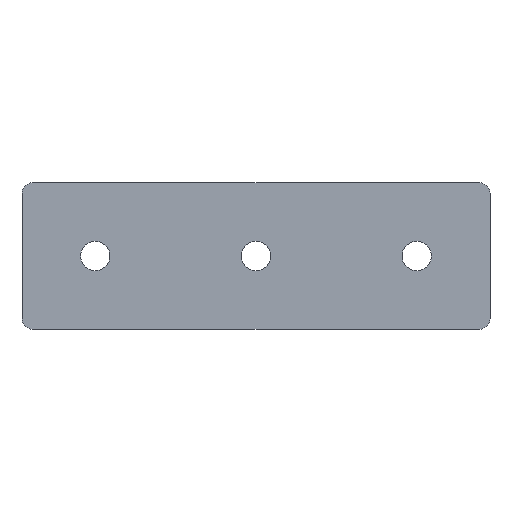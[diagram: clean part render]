
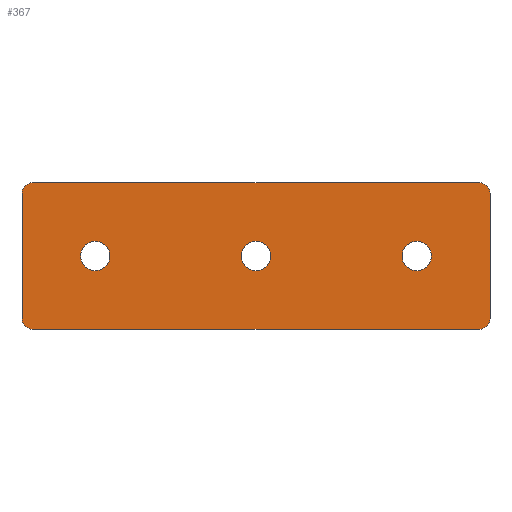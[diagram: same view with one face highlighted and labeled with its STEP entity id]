
A CAD part, top view. The second image highlights one B-rep face of the part: STEP entity #367.
In plain terms, the highlighted planar face has unit normal (0, 0, 1).
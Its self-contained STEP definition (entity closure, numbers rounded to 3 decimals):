
#8 = DIRECTION ( 'NONE',  ( 0., 0., 1. ) ) ;
#9 = EDGE_LOOP ( 'NONE', ( #538, #59 ) ) ;
#10 = AXIS2_PLACEMENT_3D ( 'NONE', #40, #206, #392 ) ;
#23 = EDGE_CURVE ( 'NONE', #419, #493, #507, .T. ) ;
#24 = VERTEX_POINT ( 'NONE', #473 ) ;
#26 = FACE_BOUND ( 'NONE', #49, .T. ) ;
#29 = EDGE_CURVE ( 'NONE', #240, #354, #35, .T. ) ;
#30 = DIRECTION ( 'NONE',  ( 1., 0., 0. ) ) ;
#35 = LINE ( 'NONE', #216, #333 ) ;
#36 = DIRECTION ( 'NONE',  ( 0., 1., 0. ) ) ;
#38 = DIRECTION ( 'NONE',  ( 0., 0., 1. ) ) ;
#40 = CARTESIAN_POINT ( 'NONE',  ( -17.5, 17.5, 3. ) ) ;
#46 = CARTESIAN_POINT ( 'NONE',  ( -17.5, -17.5, 3. ) ) ;
#49 = EDGE_LOOP ( 'NONE', ( #410, #406 ) ) ;
#53 = CARTESIAN_POINT ( 'NONE',  ( -20.5, 17.5, 3. ) ) ;
#54 = AXIS2_PLACEMENT_3D ( 'NONE', #323, #112, #455 ) ;
#58 = CARTESIAN_POINT ( 'NONE',  ( -20.5, -17.5, 3. ) ) ;
#59 = ORIENTED_EDGE ( 'NONE', *, *, #293, .F. ) ;
#60 = AXIS2_PLACEMENT_3D ( 'NONE', #529, #401, #186 ) ;
#67 = PLANE ( 'NONE',  #537 ) ;
#74 = CARTESIAN_POINT ( 'NONE',  ( 107.5, -17.5, 3. ) ) ;
#81 = CARTESIAN_POINT ( 'NONE',  ( 90., 0., 3. ) ) ;
#82 = ORIENTED_EDGE ( 'NONE', *, *, #170, .F. ) ;
#87 = VERTEX_POINT ( 'NONE', #172 ) ;
#88 = EDGE_CURVE ( 'NONE', #354, #330, #231, .T. ) ;
#93 = AXIS2_PLACEMENT_3D ( 'NONE', #131, #300, #201 ) ;
#99 = DIRECTION ( 'NONE',  ( 1., 0., 0. ) ) ;
#100 = VERTEX_POINT ( 'NONE', #250 ) ;
#101 = ORIENTED_EDGE ( 'NONE', *, *, #148, .T. ) ;
#112 = DIRECTION ( 'NONE',  ( 0., 0., 1. ) ) ;
#115 = CARTESIAN_POINT ( 'NONE',  ( -17.5, 20.5, 3. ) ) ;
#117 = VERTEX_POINT ( 'NONE', #475 ) ;
#118 = DIRECTION ( 'NONE',  ( 1., 0., 0. ) ) ;
#128 = CIRCLE ( 'NONE', #440, 4.1 ) ;
#131 = CARTESIAN_POINT ( 'NONE',  ( 45., 0., 3. ) ) ;
#142 = EDGE_CURVE ( 'NONE', #393, #421, #217, .T. ) ;
#143 = DIRECTION ( 'NONE',  ( 0., 0., 1. ) ) ;
#148 = EDGE_CURVE ( 'NONE', #452, #240, #549, .T. ) ;
#156 = VECTOR ( 'NONE', #36, 1000. ) ;
#157 = CARTESIAN_POINT ( 'NONE',  ( 85.9, 0., 3. ) ) ;
#160 = ORIENTED_EDGE ( 'NONE', *, *, #362, .T. ) ;
#161 = CARTESIAN_POINT ( 'NONE',  ( 49.1, 0., 3. ) ) ;
#169 = VERTEX_POINT ( 'NONE', #513 ) ;
#170 = EDGE_CURVE ( 'NONE', #562, #24, #486, .T. ) ;
#172 = CARTESIAN_POINT ( 'NONE',  ( 4.1, 0., 3. ) ) ;
#173 = ORIENTED_EDGE ( 'NONE', *, *, #215, .T. ) ;
#179 = DIRECTION ( 'NONE',  ( 0., 0., 1. ) ) ;
#186 = DIRECTION ( 'NONE',  ( 1., 0., 0. ) ) ;
#194 = EDGE_CURVE ( 'NONE', #100, #452, #385, .T. ) ;
#201 = DIRECTION ( 'NONE',  ( 1., 0., 0. ) ) ;
#206 = DIRECTION ( 'NONE',  ( 0., 0., 1. ) ) ;
#210 = ORIENTED_EDGE ( 'NONE', *, *, #29, .T. ) ;
#215 = EDGE_CURVE ( 'NONE', #330, #169, #305, .T. ) ;
#216 = CARTESIAN_POINT ( 'NONE',  ( -20.5, 20.5, 3. ) ) ;
#217 = LINE ( 'NONE', #329, #156 ) ;
#231 = CIRCLE ( 'NONE', #244, 3. ) ;
#240 = VERTEX_POINT ( 'NONE', #53 ) ;
#241 = CARTESIAN_POINT ( 'NONE',  ( 90., 0., 3. ) ) ;
#244 = AXIS2_PLACEMENT_3D ( 'NONE', #46, #8, #423 ) ;
#250 = CARTESIAN_POINT ( 'NONE',  ( 107.5, 20.5, 3. ) ) ;
#251 = CIRCLE ( 'NONE', #545, 4.1 ) ;
#258 = DIRECTION ( 'NONE',  ( 0., 0., 1. ) ) ;
#269 = ORIENTED_EDGE ( 'NONE', *, *, #88, .T. ) ;
#271 = CIRCLE ( 'NONE', #491, 3. ) ;
#289 = AXIS2_PLACEMENT_3D ( 'NONE', #241, #409, #30 ) ;
#293 = EDGE_CURVE ( 'NONE', #87, #117, #526, .T. ) ;
#300 = DIRECTION ( 'NONE',  ( 0., 0., 1. ) ) ;
#301 = AXIS2_PLACEMENT_3D ( 'NONE', #81, #179, #118 ) ;
#305 = LINE ( 'NONE', #530, #322 ) ;
#306 = DIRECTION ( 'NONE',  ( 1., 0., 0. ) ) ;
#322 = VECTOR ( 'NONE', #306, 1000. ) ;
#323 = CARTESIAN_POINT ( 'NONE',  ( 107.5, 17.5, 3. ) ) ;
#324 = ORIENTED_EDGE ( 'NONE', *, *, #194, .T. ) ;
#329 = CARTESIAN_POINT ( 'NONE',  ( 110.5, -20.5, 3. ) ) ;
#330 = VERTEX_POINT ( 'NONE', #353 ) ;
#331 = EDGE_CURVE ( 'NONE', #493, #419, #251, .T. ) ;
#333 = VECTOR ( 'NONE', #527, 1000. ) ;
#336 = CARTESIAN_POINT ( 'NONE',  ( 0., 0., 3. ) ) ;
#350 = CIRCLE ( 'NONE', #289, 4.1 ) ;
#353 = CARTESIAN_POINT ( 'NONE',  ( -17.5, -20.5, 3. ) ) ;
#354 = VERTEX_POINT ( 'NONE', #58 ) ;
#355 = EDGE_CURVE ( 'NONE', #24, #562, #350, .T. ) ;
#356 = DIRECTION ( 'NONE',  ( 0., 0., -1. ) ) ;
#358 = FACE_OUTER_BOUND ( 'NONE', #518, .T. ) ;
#362 = EDGE_CURVE ( 'NONE', #421, #100, #443, .T. ) ;
#367 = ADVANCED_FACE ( 'NONE', ( #498, #26, #403, #358 ), #67, .F. ) ;
#372 = VECTOR ( 'NONE', #531, 1000. ) ;
#385 = LINE ( 'NONE', #528, #372 ) ;
#392 = DIRECTION ( 'NONE',  ( -1., 0., 0. ) ) ;
#393 = VERTEX_POINT ( 'NONE', #422 ) ;
#401 = DIRECTION ( 'NONE',  ( 0., 0., 1. ) ) ;
#403 = FACE_BOUND ( 'NONE', #9, .T. ) ;
#406 = ORIENTED_EDGE ( 'NONE', *, *, #331, .F. ) ;
#409 = DIRECTION ( 'NONE',  ( 0., 0., 1. ) ) ;
#410 = ORIENTED_EDGE ( 'NONE', *, *, #23, .F. ) ;
#413 = CARTESIAN_POINT ( 'NONE',  ( 0., 0., 3. ) ) ;
#417 = EDGE_LOOP ( 'NONE', ( #82, #542 ) ) ;
#419 = VERTEX_POINT ( 'NONE', #516 ) ;
#421 = VERTEX_POINT ( 'NONE', #558 ) ;
#422 = CARTESIAN_POINT ( 'NONE',  ( 110.5, -17.5, 3. ) ) ;
#423 = DIRECTION ( 'NONE',  ( -1., 0., 0. ) ) ;
#425 = DIRECTION ( 'NONE',  ( 1., 0., 0. ) ) ;
#428 = ORIENTED_EDGE ( 'NONE', *, *, #456, .T. ) ;
#440 = AXIS2_PLACEMENT_3D ( 'NONE', #336, #38, #425 ) ;
#443 = CIRCLE ( 'NONE', #54, 3. ) ;
#452 = VERTEX_POINT ( 'NONE', #115 ) ;
#455 = DIRECTION ( 'NONE',  ( -1., 0., 0. ) ) ;
#456 = EDGE_CURVE ( 'NONE', #169, #393, #271, .T. ) ;
#458 = DIRECTION ( 'NONE',  ( -1., 0., 0. ) ) ;
#473 = CARTESIAN_POINT ( 'NONE',  ( 94.1, 0., 3. ) ) ;
#475 = CARTESIAN_POINT ( 'NONE',  ( -4.1, 0., 3. ) ) ;
#486 = CIRCLE ( 'NONE', #301, 4.1 ) ;
#491 = AXIS2_PLACEMENT_3D ( 'NONE', #74, #258, #458 ) ;
#493 = VERTEX_POINT ( 'NONE', #161 ) ;
#498 = FACE_BOUND ( 'NONE', #417, .T. ) ;
#507 = CIRCLE ( 'NONE', #93, 4.1 ) ;
#513 = CARTESIAN_POINT ( 'NONE',  ( 107.5, -20.5, 3. ) ) ;
#515 = EDGE_CURVE ( 'NONE', #117, #87, #128, .T. ) ;
#516 = CARTESIAN_POINT ( 'NONE',  ( 40.9, 0., 3. ) ) ;
#518 = EDGE_LOOP ( 'NONE', ( #173, #428, #564, #160, #324, #101, #210, #269 ) ) ;
#526 = CIRCLE ( 'NONE', #60, 4.1 ) ;
#527 = DIRECTION ( 'NONE',  ( 0., -1., 0. ) ) ;
#528 = CARTESIAN_POINT ( 'NONE',  ( 110.5, 20.5, 3. ) ) ;
#529 = CARTESIAN_POINT ( 'NONE',  ( 0., 0., 3. ) ) ;
#530 = CARTESIAN_POINT ( 'NONE',  ( -20.5, -20.5, 3. ) ) ;
#531 = DIRECTION ( 'NONE',  ( -1., 0., 0. ) ) ;
#533 = CARTESIAN_POINT ( 'NONE',  ( 45., 0., 3. ) ) ;
#536 = DIRECTION ( 'NONE',  ( -1., 0., 0. ) ) ;
#537 = AXIS2_PLACEMENT_3D ( 'NONE', #413, #356, #536 ) ;
#538 = ORIENTED_EDGE ( 'NONE', *, *, #515, .F. ) ;
#542 = ORIENTED_EDGE ( 'NONE', *, *, #355, .F. ) ;
#545 = AXIS2_PLACEMENT_3D ( 'NONE', #533, #143, #99 ) ;
#549 = CIRCLE ( 'NONE', #10, 3. ) ;
#558 = CARTESIAN_POINT ( 'NONE',  ( 110.5, 17.5, 3. ) ) ;
#562 = VERTEX_POINT ( 'NONE', #157 ) ;
#564 = ORIENTED_EDGE ( 'NONE', *, *, #142, .T. ) ;
